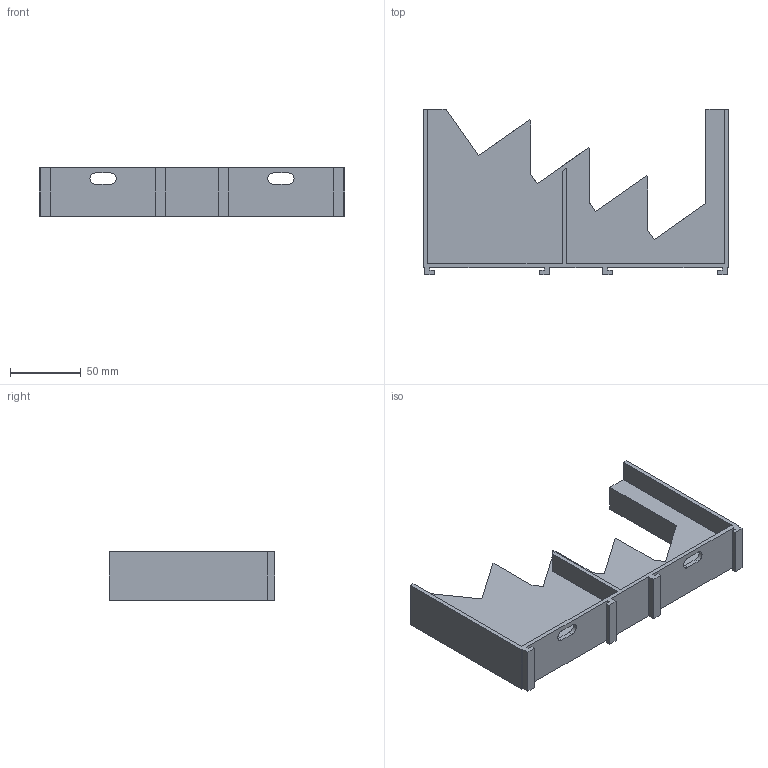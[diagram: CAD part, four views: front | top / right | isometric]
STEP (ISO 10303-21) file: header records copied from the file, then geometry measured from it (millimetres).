
FILE_DESCRIPTION((''),'2;1');
FILE_NAME('PSP1005','2011-04-19T',('f.pozzoni'),(''),'PRO/ENGINEER BY PARAMETRIC TECHNOLOGY CORPORATION, 2006460','PRO/ENGINEER BY PARAMETRIC TECHNOLOGY CORPORATION, 2006460','');
FILE_SCHEMA(('CONFIG_CONTROL_DESIGN'));
Length unit declared in the file: millimetre
Products named in the file (1): PSP1005
Bounding box: 216.5 x 117 x 34 mm (x, y, z)
Volume: 139211.2 mm3; surface area: 85801.8 mm2
Topology: 1 solids, 1 shells, 178 faces, 516 edges, 342 vertices
Faces by surface type: plane 162, cylinder 16
Entity records: 5810 total; most frequent: CARTESIAN_POINT 1036, ORIENTED_EDGE 1032, DIRECTION 904, EDGE_CURVE 516, VECTOR 484, LINE 484, VERTEX_POINT 342, AXIS2_PLACEMENT_3D 210
